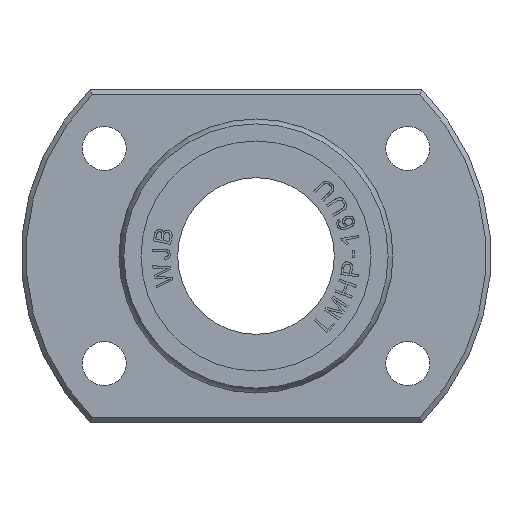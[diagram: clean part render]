
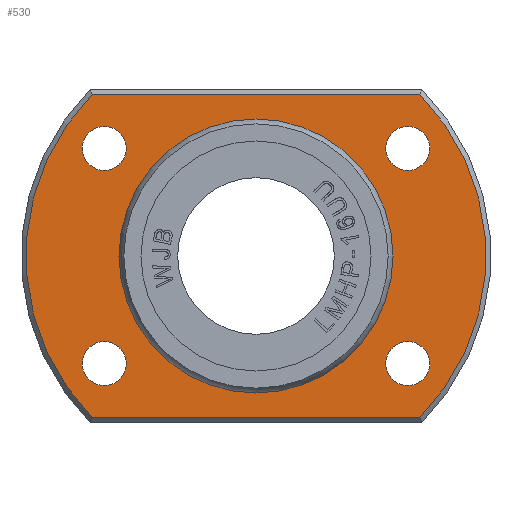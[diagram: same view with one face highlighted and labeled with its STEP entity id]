
A CAD part, left-side view. The second image highlights one B-rep face of the part: STEP entity #530.
In plain terms, the highlighted planar face has unit normal (-1, 0, 0).
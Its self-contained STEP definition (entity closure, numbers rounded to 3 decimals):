
#530=ADVANCED_FACE('',(#1721,#1722,#1723,#1724,#1725,#1726),#904,.T.);
#904=PLANE('',#6742);
#1171=CIRCLE('',#6735,2.25);
#1172=CIRCLE('',#6736,2.25);
#1173=CIRCLE('',#6737,23.5);
#1174=CIRCLE('',#6738,23.5);
#1175=CIRCLE('',#6739,13.773);
#1176=CIRCLE('',#6740,2.25);
#1177=CIRCLE('',#6741,2.25);
#1305=B_SPLINE_CURVE_WITH_KNOTS('',3,(#9904,#9905,#9906,#9907),.UNSPECIFIED.,
 .F.,.F.,(4,4),(0.,1.),.UNSPECIFIED.);
#1306=B_SPLINE_CURVE_WITH_KNOTS('',3,(#9911,#9912,#9913,#9914),.UNSPECIFIED.,
 .F.,.F.,(4,4),(0.,1.),.UNSPECIFIED.);
#1721=FACE_BOUND('',#1840,.T.);
#1722=FACE_BOUND('',#1841,.T.);
#1723=FACE_BOUND('',#1842,.T.);
#1724=FACE_BOUND('',#1843,.T.);
#1725=FACE_BOUND('',#1844,.T.);
#1726=FACE_BOUND('',#1845,.T.);
#1840=EDGE_LOOP('',(#2520));
#1841=EDGE_LOOP('',(#2521));
#1842=EDGE_LOOP('',(#2522,#2523,#2524,#2525));
#1843=EDGE_LOOP('',(#2526));
#1844=EDGE_LOOP('',(#2527));
#1845=EDGE_LOOP('',(#2528));
#2520=ORIENTED_EDGE('',*,*,#4986,.F.);
#2521=ORIENTED_EDGE('',*,*,#4987,.F.);
#2522=ORIENTED_EDGE('',*,*,#4988,.F.);
#2523=ORIENTED_EDGE('',*,*,#4989,.F.);
#2524=ORIENTED_EDGE('',*,*,#4990,.F.);
#2525=ORIENTED_EDGE('',*,*,#4991,.F.);
#2526=ORIENTED_EDGE('',*,*,#4992,.F.);
#2527=ORIENTED_EDGE('',*,*,#4993,.F.);
#2528=ORIENTED_EDGE('',*,*,#4994,.T.);
#4364=VERTEX_POINT('',#9898);
#4365=VERTEX_POINT('',#9900);
#4366=VERTEX_POINT('',#9902);
#4367=VERTEX_POINT('',#9903);
#4368=VERTEX_POINT('',#9908);
#4369=VERTEX_POINT('',#9910);
#4370=VERTEX_POINT('',#9916);
#4371=VERTEX_POINT('',#9918);
#4372=VERTEX_POINT('',#9920);
#4986=EDGE_CURVE('',#4364,#4364,#1171,.T.);
#4987=EDGE_CURVE('',#4365,#4365,#1172,.T.);
#4988=EDGE_CURVE('',#4366,#4367,#1173,.T.);
#4989=EDGE_CURVE('',#4368,#4366,#1305,.T.);
#4990=EDGE_CURVE('',#4369,#4368,#1174,.T.);
#4991=EDGE_CURVE('',#4367,#4369,#1306,.T.);
#4992=EDGE_CURVE('',#4370,#4370,#1175,.T.);
#4993=EDGE_CURVE('',#4371,#4371,#1176,.T.);
#4994=EDGE_CURVE('',#4372,#4372,#1177,.T.);
#6735=AXIS2_PLACEMENT_3D('',#9897,#7306,#7307);
#6736=AXIS2_PLACEMENT_3D('',#9899,#7308,#7309);
#6737=AXIS2_PLACEMENT_3D('',#9901,#7310,#7311);
#6738=AXIS2_PLACEMENT_3D('',#9909,#7312,#7313);
#6739=AXIS2_PLACEMENT_3D('',#9915,#7314,#7315);
#6740=AXIS2_PLACEMENT_3D('',#9917,#7316,#7317);
#6741=AXIS2_PLACEMENT_3D('',#9919,#7318,#7319);
#6742=AXIS2_PLACEMENT_3D('',#9921,#7320,#7321);
#7306=DIRECTION('',(-1.,0.,0.));
#7307=DIRECTION('',(0.,0.,1.));
#7308=DIRECTION('',(-1.,0.,0.));
#7309=DIRECTION('',(0.,0.,1.));
#7310=DIRECTION('',(1.,0.,0.));
#7311=DIRECTION('',(0.,0.,-1.));
#7312=DIRECTION('',(1.,0.,0.));
#7313=DIRECTION('',(0.,0.,-1.));
#7314=DIRECTION('',(-1.,0.,0.));
#7315=DIRECTION('',(0.,0.,1.));
#7316=DIRECTION('',(-1.,0.,0.));
#7317=DIRECTION('',(0.,0.,1.));
#7318=DIRECTION('',(1.,0.,0.));
#7319=DIRECTION('',(0.,0.,1.));
#7320=DIRECTION('',(-1.,0.,0.));
#7321=DIRECTION('',(0.,0.,1.));
#9897=CARTESIAN_POINT('',(6.,-15.5,10.996));
#9898=CARTESIAN_POINT('',(6.,-15.5,13.246));
#9899=CARTESIAN_POINT('',(6.,15.5,-10.996));
#9900=CARTESIAN_POINT('',(6.,15.5,-8.746));
#9901=CARTESIAN_POINT('',(6.,0.,0.));
#9902=CARTESIAN_POINT('',(6.,16.733,-16.5));
#9903=CARTESIAN_POINT('',(6.,16.733,16.5));
#9904=CARTESIAN_POINT('',(6.,-16.733,-16.5));
#9905=CARTESIAN_POINT('',(6.,-5.578,-16.5));
#9906=CARTESIAN_POINT('',(6.,5.578,-16.5));
#9907=CARTESIAN_POINT('',(6.,16.733,-16.5));
#9908=CARTESIAN_POINT('',(6.,-16.733,-16.5));
#9909=CARTESIAN_POINT('',(6.,0.,0.));
#9910=CARTESIAN_POINT('',(6.,-16.733,16.5));
#9911=CARTESIAN_POINT('',(6.,16.733,16.5));
#9912=CARTESIAN_POINT('',(6.,5.578,16.5));
#9913=CARTESIAN_POINT('',(6.,-5.578,16.5));
#9914=CARTESIAN_POINT('',(6.,-16.733,16.5));
#9915=CARTESIAN_POINT('',(6.,0.,0.));
#9916=CARTESIAN_POINT('',(6.,0.,13.773));
#9917=CARTESIAN_POINT('',(6.,15.5,10.996));
#9918=CARTESIAN_POINT('',(6.,15.5,13.246));
#9919=CARTESIAN_POINT('',(6.,-15.5,-10.996));
#9920=CARTESIAN_POINT('',(6.,-15.5,-8.746));
#9921=CARTESIAN_POINT('',(6.,0.,18.887));
